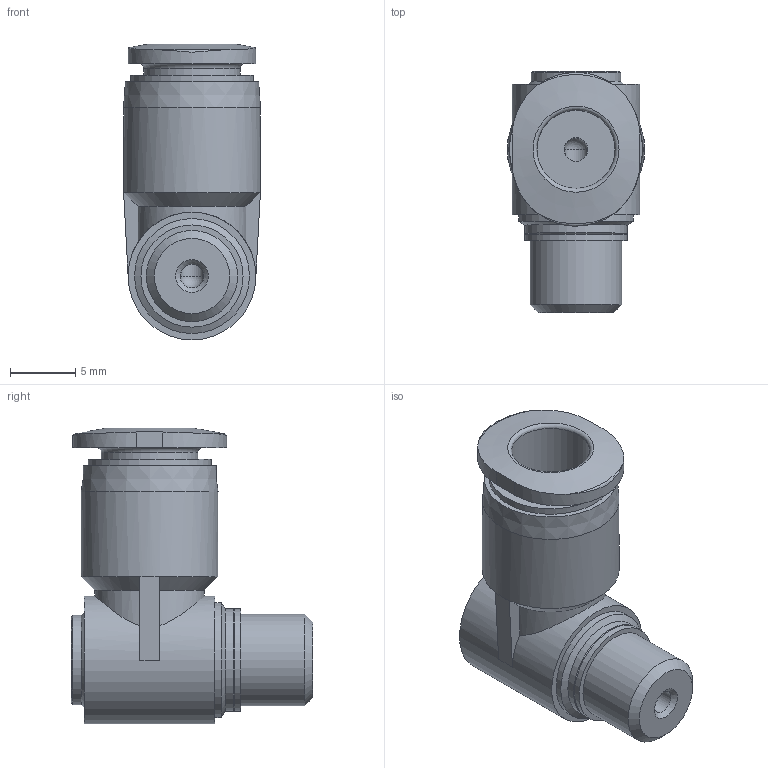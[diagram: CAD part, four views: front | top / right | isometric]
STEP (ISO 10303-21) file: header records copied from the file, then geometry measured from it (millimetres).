
FILE_DESCRIPTION(/* description */ ('STEP AP214'),/* implementation_level */ '2;1');
FILE_NAME(/* name */ '130833_QSMLV-M7-6-I',/* time_stamp */ '2024-09-14T13:21:11+02:00',/* author */ ('License CC BY-ND 4.0'),/* organization */ ('CADENAS'),/* preprocessor_version */ 'ST-DEVELOPER v19.3',/* originating_system */ 'PARTsolutions',/* authorisation */ ' ');
FILE_SCHEMA (('AUTOMOTIVE_DESIGN {1 0 10303 214 3 1 1}'));
Length unit declared in the file: millimetre
Products named in the file (1): 130833 QSMLV-M7-6-I
Bounding box: 10.5 x 18.5 x 22.7 mm (x, y, z)
Volume: 1786.5 mm3; surface area: 1540.8 mm2
Topology: 1 solids, 1 shells, 60 faces, 137 edges, 86 vertices
Faces by surface type: plane 29, cylinder 16, cone 10, torus 4, sphere 1
Full cylindrical faces by diameter (mm): 1.8 x2, 6 x1, 6.86 x1, 7 x1, 7.4 x1, 7.84 x2, 8.82 x1, 9.45 x1, 9.8 x1, 10.5 x1
Entity records: 1977 total; most frequent: CARTESIAN_POINT 308, DIRECTION 260, ORIENTED_EDGE 212, AXIS2_PLACEMENT_3D 109, EDGE_CURVE 106, EDGE_LOOP 93, FACE_BOUND 93, VERTEX_POINT 79
